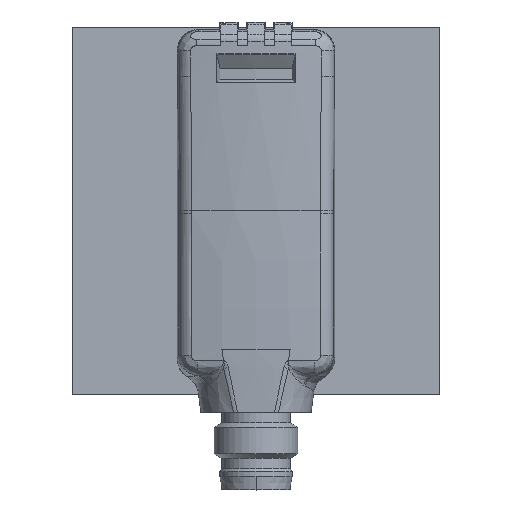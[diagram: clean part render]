
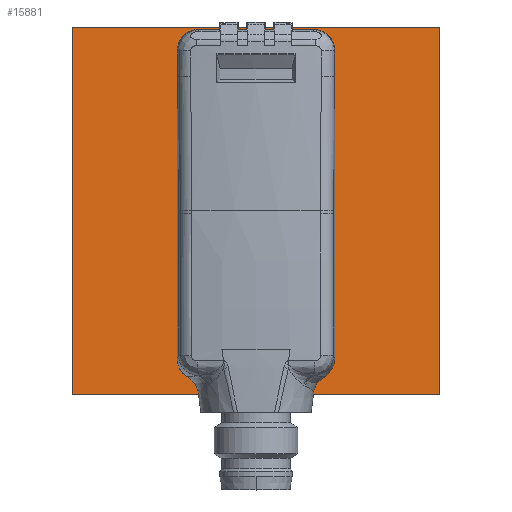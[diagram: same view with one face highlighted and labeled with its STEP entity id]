
A CAD part, top view. The second image highlights one B-rep face of the part: STEP entity #15881.
In plain terms, the highlighted planar face has unit normal (0, -0.026, -1).
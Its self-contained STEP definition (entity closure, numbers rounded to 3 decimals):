
#15830=DIRECTION('',(0.,1.,-0.026));
#15831=VECTOR('',#15830,35.012);
#15832=CARTESIAN_POINT('',(17.5,-12.665,-19.8));
#15833=LINE('',#15832,#15831);
#15837=DIRECTION('',(-1.,0.,0.));
#15838=VECTOR('',#15837,35.);
#15839=CARTESIAN_POINT('',(17.5,22.335,-20.717));
#15840=LINE('',#15839,#15838);
#15844=DIRECTION('',(0.,-1.,0.026));
#15845=VECTOR('',#15844,35.012);
#15846=CARTESIAN_POINT('',(-17.5,22.335,-20.717));
#15847=LINE('',#15846,#15845);
#15851=DIRECTION('',(1.,0.,0.));
#15852=VECTOR('',#15851,35.);
#15853=CARTESIAN_POINT('',(-17.5,-12.665,-19.8));
#15854=LINE('',#15853,#15852);
#15858=CARTESIAN_POINT('',(17.5,-12.665,-19.8));
#15859=CARTESIAN_POINT('',(17.5,22.335,-20.717));
#15860=VERTEX_POINT('',#15858);
#15861=VERTEX_POINT('',#15859);
#15862=CARTESIAN_POINT('',(-17.5,22.335,-20.717));
#15863=VERTEX_POINT('',#15862);
#15864=CARTESIAN_POINT('',(-17.5,-12.665,-19.8));
#15865=VERTEX_POINT('',#15864);
#15866=CARTESIAN_POINT('',(0.,4.835,-20.258));
#15867=DIRECTION('',(0.,0.026,1.));
#15868=DIRECTION('',(0.,-1.,0.026));
#15869=AXIS2_PLACEMENT_3D('',#15866,#15867,#15868);
#15870=PLANE('',#15869);
#15872=ORIENTED_EDGE('',*,*,#15871,.T.);
#15874=ORIENTED_EDGE('',*,*,#15873,.T.);
#15876=ORIENTED_EDGE('',*,*,#15875,.T.);
#15878=ORIENTED_EDGE('',*,*,#15877,.T.);
#15879=EDGE_LOOP('',(#15872,#15874,#15876,#15878));
#15880=FACE_OUTER_BOUND('',#15879,.F.);
#15881=ADVANCED_FACE('',(#15880),#15870,.F.);
#15871=EDGE_CURVE('',#15860,#15861,#15833,.T.);
#15873=EDGE_CURVE('',#15861,#15863,#15840,.T.);
#15875=EDGE_CURVE('',#15863,#15865,#15847,.T.);
#15877=EDGE_CURVE('',#15865,#15860,#15854,.T.);
